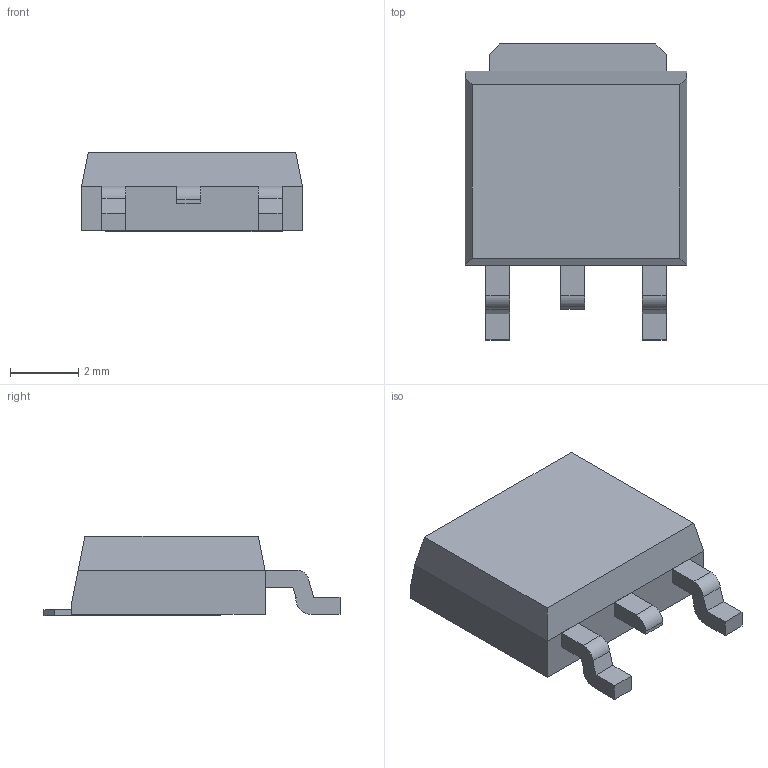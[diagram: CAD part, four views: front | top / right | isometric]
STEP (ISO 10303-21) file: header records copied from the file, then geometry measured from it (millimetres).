
FILE_DESCRIPTION(('FreeCAD Model'),'2;1');
FILE_NAME('TO252 Gehäuse.step','2017-02-02T20:19:18',( 'Author'),(''),'Open CASCADE STEP processor 6.8','FreeCAD','Unknown' );
FILE_SCHEMA(('AUTOMOTIVE_DESIGN_CC2 { 1 2 10303 214 -1 1 5 4 }'));
Length unit declared in the file: millimetre
Products named in the file (6): ASSEMBLY; Chamfer003; Fillet007; Fusion001; Fusion; Chamfer004
Assembly tree (5 placements, depth 2):
  ASSEMBLY
    Chamfer003
    Fillet007
    Fusion001
    Fusion
    Chamfer004
Bounding box: 6.5 x 8.7 x 2.35 mm (x, y, z)
Volume: 88.1 mm3; surface area: 199.3 mm2
Topology: 5 solids, 5 shells, 55 faces, 133 edges, 88 vertices
Faces by surface type: plane 48, cylinder 7
Entity records: 3496 total; most frequent: CARTESIAN_POINT 636, DIRECTION 517, LINE 367, VECTOR 367, ORIENTED_EDGE 266, PCURVE 266, DEFINITIONAL_REPRESENTATION 266, EDGE_CURVE 133
